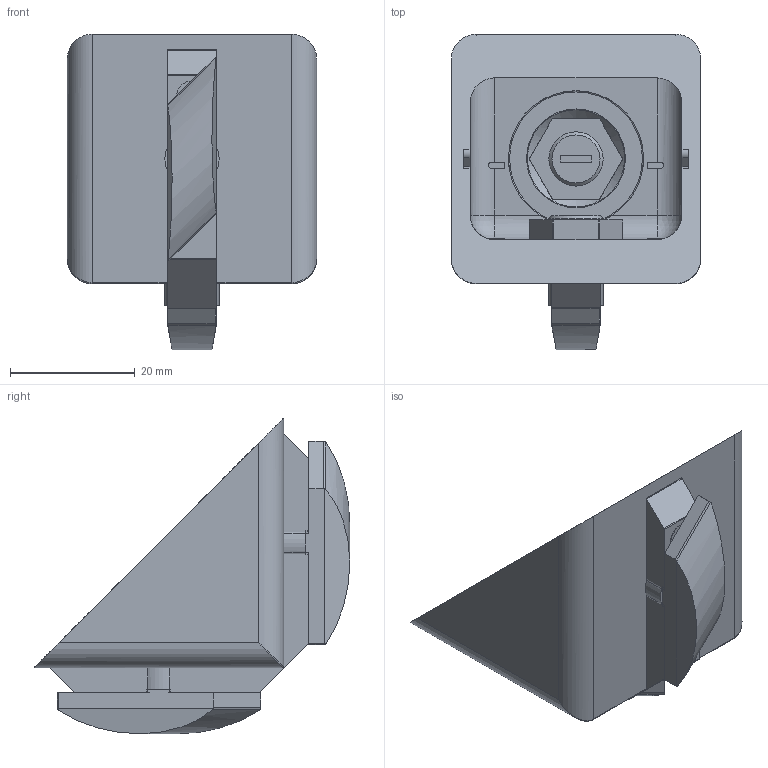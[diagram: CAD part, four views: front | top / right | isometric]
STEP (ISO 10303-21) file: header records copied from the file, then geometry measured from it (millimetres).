
FILE_DESCRIPTION(/* description */ ('STEP AP214'),/* implementation_level */ '2;1');
FILE_NAME(/* name */ '1025178.stp',/* time_stamp */ '2024-05-07T09:32:24+02:00',/* author */ ('b.steehouwer'),/* organization */ ('CADENAS'),/* preprocessor_version */ 'ST-DEVELOPER v18.1',/* originating_system */ 'Autodesk Inventor 2021',/* authorisation */ ' ');
FILE_SCHEMA (('AUTOMOTIVE_DESIGN { 1 0 10303 214 3 1 1 }'));
Length unit declared in the file: millimetre
Products named in the file (4): 1025178; 1025178-1; 1025178-2; 1025178-3
Assembly tree (3 placements, depth 2):
  1025178
    1025178-1
    1025178-2
    1025178-3
Bounding box: 40 x 50.6 x 50.6 mm (x, y, z)
Volume: 23657.1 mm3; surface area: 11576.1 mm2
Topology: 3 solids, 5 shells, 211 faces, 577 edges, 377 vertices
Faces by surface type: plane 106, cylinder 59, torus 22, cone 20, sphere 2, bspline 2
Full cylindrical faces by diameter (mm): 5 x2, 8.5 x1, 8.7 x5, 21.5 x1, 21.7 x1
Entity records: 7351 total; most frequent: CARTESIAN_POINT 1575, ORIENTED_EDGE 1142, DIRECTION 1136, EDGE_CURVE 571, AXIS2_PLACEMENT_3D 404, VERTEX_POINT 377, LINE 328, VECTOR 328
